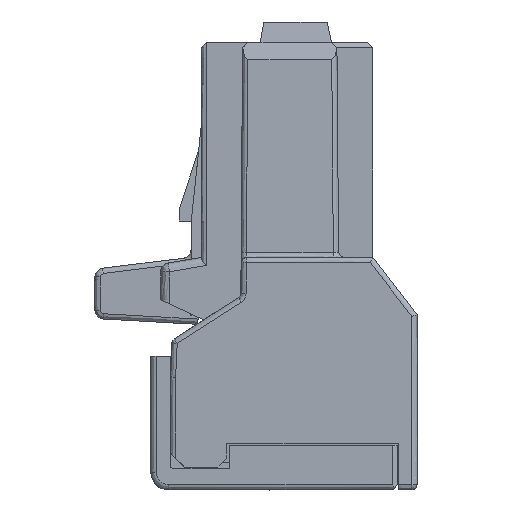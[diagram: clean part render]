
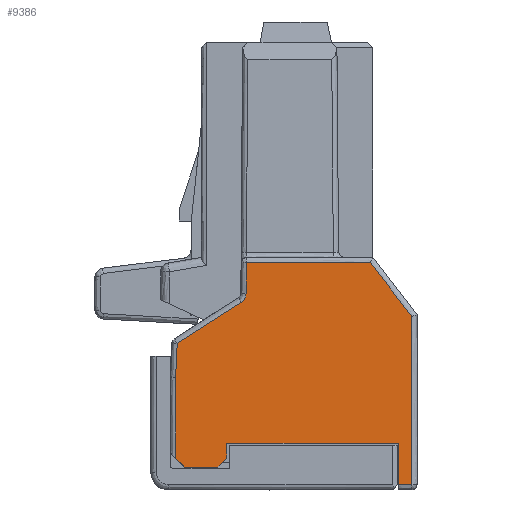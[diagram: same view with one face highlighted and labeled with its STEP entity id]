
A CAD part, left-side view. The second image highlights one B-rep face of the part: STEP entity #9386.
In plain terms, the highlighted free-form (B-spline) face has degree [1, 1] with [2, 2] control points.
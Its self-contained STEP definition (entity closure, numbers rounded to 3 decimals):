
#7129=CARTESIAN_POINT('',(-0.688,12.65,5.631));
#7130=VERTEX_POINT('',#7129);
#7142=CARTESIAN_POINT('',(-0.688,12.65,1.045));
#7143=VERTEX_POINT('',#7142);
#7158=CARTESIAN_POINT('',(-0.688,12.65,1.045));
#7159=CARTESIAN_POINT('',(-0.688,12.65,5.631));
#7160=B_SPLINE_CURVE_WITH_KNOTS('',1,(#7158,#7159),.POLYLINE_FORM.,.F.,.U.,(2,2),(0.,1.),.UNSPECIFIED.);
#7161=EDGE_CURVE('',#7143,#7130,#7160,.T.);
#7268=CARTESIAN_POINT('',(-0.688,12.15,0.545));
#7269=VERTEX_POINT('',#7268);
#7275=CARTESIAN_POINT('',(-0.688,12.15,0.545));
#7276=CARTESIAN_POINT('',(-0.688,12.65,1.045));
#7277=B_SPLINE_CURVE_WITH_KNOTS('',1,(#7275,#7276),.POLYLINE_FORM.,.F.,.U.,(2,2),(0.,1.),.UNSPECIFIED.);
#7278=EDGE_CURVE('',#7269,#7143,#7277,.T.);
#9272=CARTESIAN_POINT('',(-0.688,12.558,7.576));
#9273=VERTEX_POINT('',#9272);
#9274=CARTESIAN_POINT('',(-0.688,12.65,5.631));
#9275=CARTESIAN_POINT('',(-0.688,12.558,7.576));
#9276=B_SPLINE_CURVE_WITH_KNOTS('',1,(#9274,#9275),.POLYLINE_FORM.,.F.,.U.,(2,2),(0.,1.),.UNSPECIFIED.);
#9277=EDGE_CURVE('',#7130,#9273,#9276,.T.);
#9293=CARTESIAN_POINT('',(-0.687,-86.289,103.908));
#9294=CARTESIAN_POINT('',(-0.689,-86.289,-82.92));
#9295=CARTESIAN_POINT('',(-0.687,99.992,103.908));
#9296=CARTESIAN_POINT('',(-0.689,99.992,-82.92));
#9297=B_SPLINE_SURFACE_WITH_KNOTS('',1,1,((#9293,#9294),(#9295,#9296)),.PLANE_SURF.,.F.,.F.,.U.,(2,2),(2,2),(-0.186,1.222),(-0.193,1.212),.UNSPECIFIED.);
#9298=CARTESIAN_POINT('',(-0.688,9.75,1.895));
#9299=VERTEX_POINT('',#9298);
#9300=CARTESIAN_POINT('',(-0.688,9.75,1.045));
#9301=VERTEX_POINT('',#9300);
#9302=CARTESIAN_POINT('',(-0.688,9.75,1.895));
#9303=CARTESIAN_POINT('',(-0.688,9.75,1.045));
#9304=B_SPLINE_CURVE_WITH_KNOTS('',1,(#9302,#9303),.POLYLINE_FORM.,.F.,.U.,(2,2),(0.,1.),.UNSPECIFIED.);
#9305=EDGE_CURVE('',#9299,#9301,#9304,.T.);
#9306=ORIENTED_EDGE('',*,*,#9305,.F.);
#9307=CARTESIAN_POINT('',(-0.688,0.,1.895));
#9308=VERTEX_POINT('',#9307);
#9309=CARTESIAN_POINT('',(-0.688,0.,1.895));
#9310=CARTESIAN_POINT('',(-0.688,9.75,1.895));
#9311=B_SPLINE_CURVE_WITH_KNOTS('',1,(#9309,#9310),.POLYLINE_FORM.,.F.,.U.,(2,2),(0.,1.),.UNSPECIFIED.);
#9312=EDGE_CURVE('',#9308,#9299,#9311,.T.);
#9313=ORIENTED_EDGE('',*,*,#9312,.F.);
#9314=CARTESIAN_POINT('',(-0.688,0.,-0.455));
#9315=VERTEX_POINT('',#9314);
#9316=CARTESIAN_POINT('',(-0.688,0.,-0.455));
#9317=CARTESIAN_POINT('',(-0.688,0.,1.895));
#9318=B_SPLINE_CURVE_WITH_KNOTS('',1,(#9316,#9317),.POLYLINE_FORM.,.F.,.U.,(2,2),(0.,1.),.UNSPECIFIED.);
#9319=EDGE_CURVE('',#9315,#9308,#9318,.T.);
#9320=ORIENTED_EDGE('',*,*,#9319,.F.);
#9321=CARTESIAN_POINT('',(-0.688,-0.75,-0.455));
#9322=VERTEX_POINT('',#9321);
#9323=CARTESIAN_POINT('',(-0.688,-0.75,-0.455));
#9324=CARTESIAN_POINT('',(-0.688,0.,-0.455));
#9325=B_SPLINE_CURVE_WITH_KNOTS('',1,(#9323,#9324),.POLYLINE_FORM.,.F.,.U.,(2,2),(0.,1.),.UNSPECIFIED.);
#9326=EDGE_CURVE('',#9322,#9315,#9325,.T.);
#9327=ORIENTED_EDGE('',*,*,#9326,.F.);
#9328=CARTESIAN_POINT('',(-0.688,-0.75,9.093));
#9329=VERTEX_POINT('',#9328);
#9330=CARTESIAN_POINT('',(-0.688,-0.75,9.093));
#9331=CARTESIAN_POINT('',(-0.688,-0.75,-0.455));
#9332=B_SPLINE_CURVE_WITH_KNOTS('',1,(#9330,#9331),.POLYLINE_FORM.,.F.,.U.,(2,2),(0.,1.),.UNSPECIFIED.);
#9333=EDGE_CURVE('',#9329,#9322,#9332,.T.);
#9334=ORIENTED_EDGE('',*,*,#9333,.F.);
#9335=CARTESIAN_POINT('',(-0.688,1.6,12.145));
#9336=VERTEX_POINT('',#9335);
#9337=CARTESIAN_POINT('',(-0.688,1.6,12.145));
#9338=CARTESIAN_POINT('',(-0.688,-0.75,9.093));
#9339=B_SPLINE_CURVE_WITH_KNOTS('',1,(#9337,#9338),.POLYLINE_FORM.,.F.,.U.,(2,2),(0.,1.),.UNSPECIFIED.);
#9340=EDGE_CURVE('',#9336,#9329,#9339,.T.);
#9341=ORIENTED_EDGE('',*,*,#9340,.F.);
#9342=CARTESIAN_POINT('',(-0.688,8.637,12.145));
#9343=VERTEX_POINT('',#9342);
#9344=CARTESIAN_POINT('',(-0.688,8.637,12.145));
#9345=CARTESIAN_POINT('',(-0.688,1.6,12.145));
#9346=B_SPLINE_CURVE_WITH_KNOTS('',1,(#9344,#9345),.POLYLINE_FORM.,.F.,.U.,(2,2),(0.,1.),.UNSPECIFIED.);
#9347=EDGE_CURVE('',#9343,#9336,#9346,.T.);
#9348=ORIENTED_EDGE('',*,*,#9347,.F.);
#9349=CARTESIAN_POINT('',(-0.688,8.649,10.406));
#9350=VERTEX_POINT('',#9349);
#9351=CARTESIAN_POINT('',(-0.688,8.649,10.406));
#9352=CARTESIAN_POINT('',(-0.688,8.637,12.145));
#9353=B_SPLINE_CURVE_WITH_KNOTS('',1,(#9351,#9352),.POLYLINE_FORM.,.F.,.U.,(2,2),(0.,1.),.UNSPECIFIED.);
#9354=EDGE_CURVE('',#9350,#9343,#9353,.T.);
#9355=ORIENTED_EDGE('',*,*,#9354,.F.);
#9356=CARTESIAN_POINT('',(-0.688,8.925,9.905));
#9357=VERTEX_POINT('',#9356);
#9358=CARTESIAN_POINT('',(-0.688,8.925,9.905));
#9359=CARTESIAN_POINT('',(-0.688,8.651,10.08));
#9360=CARTESIAN_POINT('',(-0.688,8.649,10.406));
#9361=(BOUNDED_CURVE()B_SPLINE_CURVE(2,(#9358,#9359,#9360),.CIRCULAR_ARC.,.F.,.U.)B_SPLINE_CURVE_WITH_KNOTS((3,3),(0.,1.),.UNSPECIFIED.)CURVE()GEOMETRIC_REPRESENTATION_ITEM()RATIONAL_B_SPLINE_CURVE((1.,0.879,1.))REPRESENTATION_ITEM(''));
#9362=EDGE_CURVE('',#9357,#9350,#9361,.T.);
#9363=ORIENTED_EDGE('',*,*,#9362,.F.);
#9364=CARTESIAN_POINT('',(-0.688,12.558,7.576));
#9365=CARTESIAN_POINT('',(-0.688,8.925,9.905));
#9366=B_SPLINE_CURVE_WITH_KNOTS('',1,(#9364,#9365),.POLYLINE_FORM.,.F.,.U.,(2,2),(0.,1.),.UNSPECIFIED.);
#9367=EDGE_CURVE('',#9273,#9357,#9366,.T.);
#9368=ORIENTED_EDGE('',*,*,#9367,.F.);
#9369=ORIENTED_EDGE('',*,*,#9277,.F.);
#9370=ORIENTED_EDGE('',*,*,#7161,.F.);
#9371=ORIENTED_EDGE('',*,*,#7278,.F.);
#9372=CARTESIAN_POINT('',(-0.688,10.25,0.545));
#9373=VERTEX_POINT('',#9372);
#9374=CARTESIAN_POINT('',(-0.688,10.25,0.545));
#9375=CARTESIAN_POINT('',(-0.688,12.15,0.545));
#9376=B_SPLINE_CURVE_WITH_KNOTS('',1,(#9374,#9375),.POLYLINE_FORM.,.F.,.U.,(2,2),(0.,1.),.UNSPECIFIED.);
#9377=EDGE_CURVE('',#9373,#7269,#9376,.T.);
#9378=ORIENTED_EDGE('',*,*,#9377,.F.);
#9379=CARTESIAN_POINT('',(-0.688,9.75,1.045));
#9380=CARTESIAN_POINT('',(-0.688,10.25,0.545));
#9381=B_SPLINE_CURVE_WITH_KNOTS('',1,(#9379,#9380),.POLYLINE_FORM.,.F.,.U.,(2,2),(0.,1.),.UNSPECIFIED.);
#9382=EDGE_CURVE('',#9301,#9373,#9381,.T.);
#9383=ORIENTED_EDGE('',*,*,#9382,.F.);
#9384=EDGE_LOOP('',(#9306,#9313,#9320,#9327,#9334,#9341,#9348,#9355,#9363,#9368,#9369,#9370,#9371,#9378,#9383));
#9385=FACE_OUTER_BOUND('',#9384,.T.);
#9386=ADVANCED_FACE('',(#9385),#9297,.T.);
